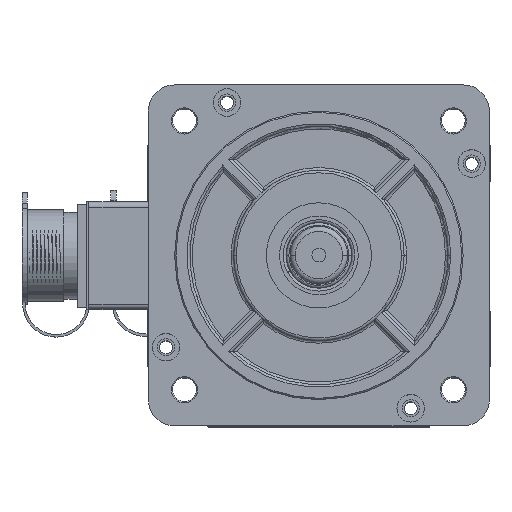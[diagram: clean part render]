
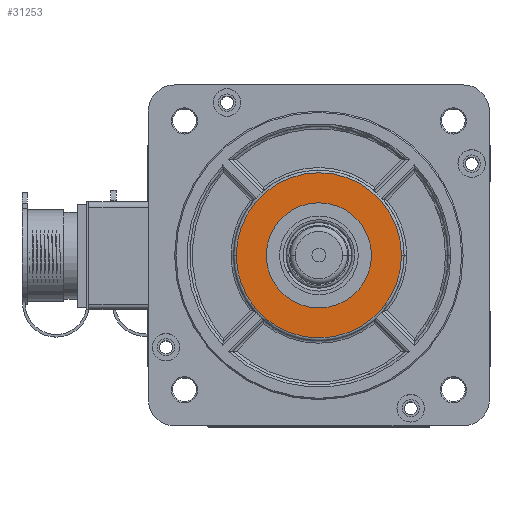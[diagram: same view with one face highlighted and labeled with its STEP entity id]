
A CAD part, top view. The second image highlights one B-rep face of the part: STEP entity #31253.
In plain terms, the highlighted planar face has unit normal (0, 0, 1).
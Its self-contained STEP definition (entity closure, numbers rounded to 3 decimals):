
#2462 = CIRCLE ( 'NONE', #96856, 31.5 ) ;
#8294 = CARTESIAN_POINT ( 'NONE',  ( -20.05, 0., 18.5 ) ) ;
#8395 = DIRECTION ( 'NONE',  ( 0., 0., 1. ) ) ;
#8766 = EDGE_CURVE ( 'NONE', #28357, #83276, #82761, .T. ) ;
#9375 = DIRECTION ( 'NONE',  ( 0., 0., 1. ) ) ;
#10072 = EDGE_CURVE ( 'NONE', #23338, #14428, #2462, .T. ) ;
#14376 = FACE_BOUND ( 'NONE', #17088, .T. ) ;
#14428 = VERTEX_POINT ( 'NONE', #21590 ) ;
#14892 = ORIENTED_EDGE ( 'NONE', *, *, #8766, .F. ) ;
#14912 = DIRECTION ( 'NONE',  ( 1., 0., 0. ) ) ;
#17088 = EDGE_LOOP ( 'NONE', ( #24009, #14892 ) ) ;
#19192 = CARTESIAN_POINT ( 'NONE',  ( 0., 0., 18.5 ) ) ;
#21590 = CARTESIAN_POINT ( 'NONE',  ( -31.5, 0., 18.5 ) ) ;
#23338 = VERTEX_POINT ( 'NONE', #94319 ) ;
#24009 = ORIENTED_EDGE ( 'NONE', *, *, #49080, .F. ) ;
#24910 = CARTESIAN_POINT ( 'NONE',  ( 0., 0., 18.5 ) ) ;
#28357 = VERTEX_POINT ( 'NONE', #8294 ) ;
#30651 = DIRECTION ( 'NONE',  ( 0., 0., 1. ) ) ;
#31205 = AXIS2_PLACEMENT_3D ( 'NONE', #84088, #8395, #45796 ) ;
#31253 = ADVANCED_FACE ( 'NONE', ( #14376, #83004 ), #32823, .T. ) ;
#32823 = PLANE ( 'NONE',  #90632 ) ;
#37753 = ORIENTED_EDGE ( 'NONE', *, *, #10072, .T. ) ;
#38597 = DIRECTION ( 'NONE',  ( 1., 0., 0. ) ) ;
#42279 = AXIS2_PLACEMENT_3D ( 'NONE', #45710, #60268, #14912 ) ;
#45710 = CARTESIAN_POINT ( 'NONE',  ( 0., 0., 18.5 ) ) ;
#45796 = DIRECTION ( 'NONE',  ( 1., 0., 0. ) ) ;
#49080 = EDGE_CURVE ( 'NONE', #83276, #28357, #89356, .T. ) ;
#49329 = DIRECTION ( 'NONE',  ( 0., 0., 1. ) ) ;
#51102 = EDGE_CURVE ( 'NONE', #14428, #23338, #83017, .T. ) ;
#55764 = AXIS2_PLACEMENT_3D ( 'NONE', #61122, #30651, #38597 ) ;
#60268 = DIRECTION ( 'NONE',  ( 0., 0., 1. ) ) ;
#61122 = CARTESIAN_POINT ( 'NONE',  ( 0., 0., 18.5 ) ) ;
#80015 = EDGE_LOOP ( 'NONE', ( #37753, #95089 ) ) ;
#81844 = CARTESIAN_POINT ( 'NONE',  ( 20.05, 0., 18.5 ) ) ;
#82761 = CIRCLE ( 'NONE', #42279, 20.05 ) ;
#83004 = FACE_OUTER_BOUND ( 'NONE', #80015, .T. ) ;
#83017 = CIRCLE ( 'NONE', #31205, 31.5 ) ;
#83276 = VERTEX_POINT ( 'NONE', #81844 ) ;
#84088 = CARTESIAN_POINT ( 'NONE',  ( 0., 0., 18.5 ) ) ;
#85727 = DIRECTION ( 'NONE',  ( 1., 0., 0. ) ) ;
#87982 = DIRECTION ( 'NONE',  ( 1., 0., 0. ) ) ;
#89356 = CIRCLE ( 'NONE', #55764, 20.05 ) ;
#90632 = AXIS2_PLACEMENT_3D ( 'NONE', #24910, #9375, #85727 ) ;
#94319 = CARTESIAN_POINT ( 'NONE',  ( 31.5, 0., 18.5 ) ) ;
#95089 = ORIENTED_EDGE ( 'NONE', *, *, #51102, .T. ) ;
#96856 = AXIS2_PLACEMENT_3D ( 'NONE', #19192, #49329, #87982 ) ;
